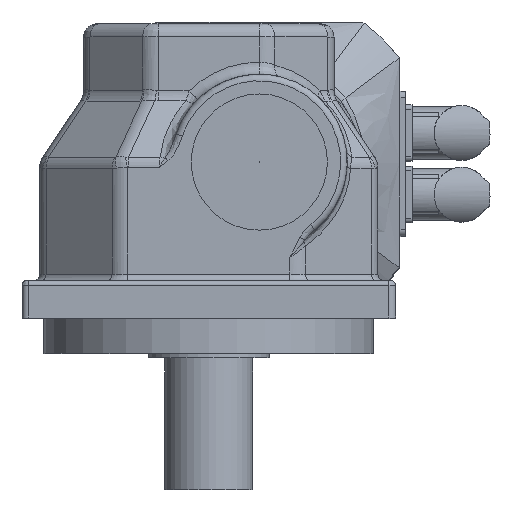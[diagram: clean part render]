
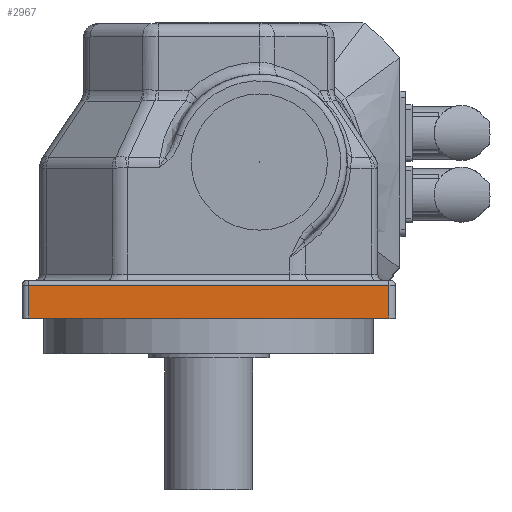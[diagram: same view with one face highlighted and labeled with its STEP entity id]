
A CAD part, top view. The second image highlights one B-rep face of the part: STEP entity #2967.
In plain terms, the highlighted face is planar.
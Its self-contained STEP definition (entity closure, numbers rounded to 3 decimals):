
#2967=ADVANCED_FACE('',(#4013),#3490,.T.);
#3490=PLANE('',#14771);
#4013=FACE_OUTER_BOUND('',#4920,.T.);
#4920=EDGE_LOOP('',(#7658,#7659,#7660,#7661));
#7658=ORIENTED_EDGE('',*,*,#11954,.T.);
#7659=ORIENTED_EDGE('',*,*,#11824,.T.);
#7660=ORIENTED_EDGE('',*,*,#11953,.T.);
#7661=ORIENTED_EDGE('',*,*,#11938,.T.);
#10203=VERTEX_POINT('',#46414);
#10205=VERTEX_POINT('',#46419);
#10257=VERTEX_POINT('',#59907);
#10261=VERTEX_POINT('',#59952);
#11824=EDGE_CURVE('',#10203,#10205,#13169,.T.);
#11938=EDGE_CURVE('',#10257,#10261,#13192,.T.);
#11953=EDGE_CURVE('',#10205,#10257,#13199,.T.);
#11954=EDGE_CURVE('',#10261,#10203,#13200,.T.);
#13169=LINE('',#46420,#13764);
#13192=LINE('',#59976,#13787);
#13199=LINE('',#60007,#13794);
#13200=LINE('',#60009,#13795);
#13764=VECTOR('',#17044,1.);
#13787=VECTOR('',#17237,1.);
#13794=VECTOR('',#17286,1.);
#13795=VECTOR('',#17289,1.);
#14771=AXIS2_PLACEMENT_3D('',#60017,#17300,#17301);
#17044=DIRECTION('',(0.,-1.,0.));
#17237=DIRECTION('',(0.,1.,0.));
#17286=DIRECTION('',(-1.,0.,0.));
#17289=DIRECTION('',(1.,0.,0.));
#17300=DIRECTION('',(0.,0.,-1.));
#17301=DIRECTION('',(-1.,0.,0.));
#46414=CARTESIAN_POINT('',(71.,82.,-85.));
#46419=CARTESIAN_POINT('',(71.,-82.,-85.));
#46420=CARTESIAN_POINT('',(71.,-82.,-85.));
#59907=CARTESIAN_POINT('',(56.,-82.,-85.));
#59952=CARTESIAN_POINT('',(56.,82.,-85.));
#59976=CARTESIAN_POINT('',(56.,82.,-85.));
#60007=CARTESIAN_POINT('',(54.,-82.,-85.));
#60009=CARTESIAN_POINT('',(54.,82.,-85.));
#60017=CARTESIAN_POINT('',(54.,85.,-85.));
